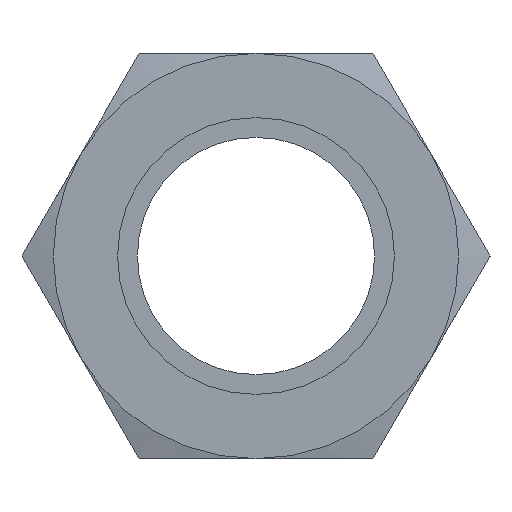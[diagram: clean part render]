
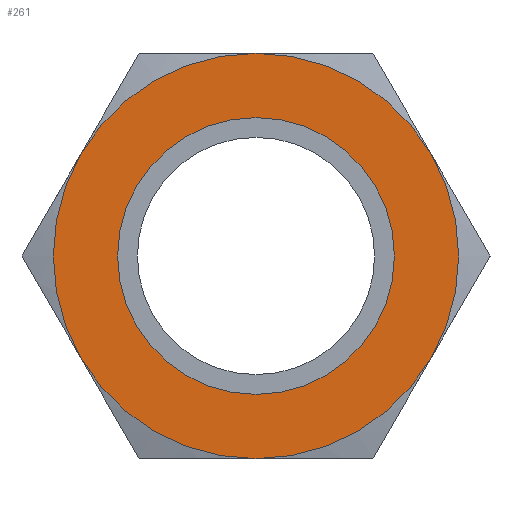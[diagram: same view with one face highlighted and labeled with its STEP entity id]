
A CAD part, left-side view. The second image highlights one B-rep face of the part: STEP entity #261.
In plain terms, the highlighted face is planar.
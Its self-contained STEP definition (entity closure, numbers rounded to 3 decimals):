
#261 = ADVANCED_FACE( '', ( #559, #560 ), #561, .F. );
#559 = FACE_BOUND( '', #907, .T. );
#560 = FACE_OUTER_BOUND( '', #908, .T. );
#561 = PLANE( '', #909 );
#907 = EDGE_LOOP( '', ( #1453 ) );
#908 = EDGE_LOOP( '', ( #1454, #1455, #1456, #1457, #1458, #1459 ) );
#909 = AXIS2_PLACEMENT_3D( '', #1460, #1461, #1462 );
#1453 = ORIENTED_EDGE( '', *, *, #2086, .F. );
#1454 = ORIENTED_EDGE( '', *, *, #2139, .T. );
#1455 = ORIENTED_EDGE( '', *, *, #2140, .T. );
#1456 = ORIENTED_EDGE( '', *, *, #2141, .T. );
#1457 = ORIENTED_EDGE( '', *, *, #2121, .T. );
#1458 = ORIENTED_EDGE( '', *, *, #2038, .T. );
#1459 = ORIENTED_EDGE( '', *, *, #2142, .T. );
#1460 = CARTESIAN_POINT( '', ( 21., 20.5, 0. ) );
#1461 = DIRECTION( '', ( -1., 0., 0. ) );
#1462 = DIRECTION( '', ( 0., 0., 1. ) );
#2038 = EDGE_CURVE( '', #2355, #2385, #2420, .T. );
#2086 = EDGE_CURVE( '', #2497, #2497, #2498, .F. );
#2121 = EDGE_CURVE( '', #2397, #2355, #2551, .T. );
#2139 = EDGE_CURVE( '', #2466, #2437, #2577, .T. );
#2140 = EDGE_CURVE( '', #2437, #2331, #2578, .T. );
#2141 = EDGE_CURVE( '', #2331, #2397, #2579, .T. );
#2142 = EDGE_CURVE( '', #2385, #2466, #2580, .T. );
#2331 = VERTEX_POINT( '', #2828 );
#2355 = VERTEX_POINT( '', #2880 );
#2385 = VERTEX_POINT( '', #2939 );
#2397 = VERTEX_POINT( '', #2971 );
#2420 = CIRCLE( '', #3036, 20.5 );
#2437 = VERTEX_POINT( '', #3058 );
#2466 = VERTEX_POINT( '', #3122 );
#2497 = VERTEX_POINT( '', #3188 );
#2498 = CIRCLE( '', #3189, 14. );
#2551 = CIRCLE( '', #3273, 20.5 );
#2577 = CIRCLE( '', #3305, 20.5 );
#2578 = CIRCLE( '', #3306, 20.5 );
#2579 = CIRCLE( '', #3307, 20.5 );
#2580 = CIRCLE( '', #3308, 20.5 );
#2828 = CARTESIAN_POINT( '', ( 21., 17.754, 10.25 ) );
#2880 = CARTESIAN_POINT( '', ( 21., -17.754, 10.25 ) );
#2939 = CARTESIAN_POINT( '', ( 21., -17.754, -10.25 ) );
#2971 = CARTESIAN_POINT( '', ( 21., 0., 20.5 ) );
#3036 = AXIS2_PLACEMENT_3D( '', #3610, #3611, #3612 );
#3058 = CARTESIAN_POINT( '', ( 21., 17.754, -10.25 ) );
#3122 = CARTESIAN_POINT( '', ( 21., 0., -20.5 ) );
#3188 = CARTESIAN_POINT( '', ( 21., 0., 14. ) );
#3189 = AXIS2_PLACEMENT_3D( '', #3652, #3653, #3654 );
#3273 = AXIS2_PLACEMENT_3D( '', #3699, #3700, #3701 );
#3305 = AXIS2_PLACEMENT_3D( '', #3733, #3734, #3735 );
#3306 = AXIS2_PLACEMENT_3D( '', #3736, #3737, #3738 );
#3307 = AXIS2_PLACEMENT_3D( '', #3739, #3740, #3741 );
#3308 = AXIS2_PLACEMENT_3D( '', #3742, #3743, #3744 );
#3610 = CARTESIAN_POINT( '', ( 21., 0., 0. ) );
#3611 = DIRECTION( '', ( 1., 0., 0. ) );
#3612 = DIRECTION( '', ( 0., 0., -1. ) );
#3652 = CARTESIAN_POINT( '', ( 21., 0., 0. ) );
#3653 = DIRECTION( '', ( -1., 0., 0. ) );
#3654 = DIRECTION( '', ( 0., 0., 1. ) );
#3699 = CARTESIAN_POINT( '', ( 21., 0., 0. ) );
#3700 = DIRECTION( '', ( 1., 0., 0. ) );
#3701 = DIRECTION( '', ( 0., 0., -1. ) );
#3733 = CARTESIAN_POINT( '', ( 21., 0., 0. ) );
#3734 = DIRECTION( '', ( 1., 0., 0. ) );
#3735 = DIRECTION( '', ( 0., 0., -1. ) );
#3736 = CARTESIAN_POINT( '', ( 21., 0., 0. ) );
#3737 = DIRECTION( '', ( 1., 0., 0. ) );
#3738 = DIRECTION( '', ( 0., 0., -1. ) );
#3739 = CARTESIAN_POINT( '', ( 21., 0., 0. ) );
#3740 = DIRECTION( '', ( 1., 0., 0. ) );
#3741 = DIRECTION( '', ( 0., 0., -1. ) );
#3742 = CARTESIAN_POINT( '', ( 21., 0., 0. ) );
#3743 = DIRECTION( '', ( 1., 0., 0. ) );
#3744 = DIRECTION( '', ( 0., 0., -1. ) );
